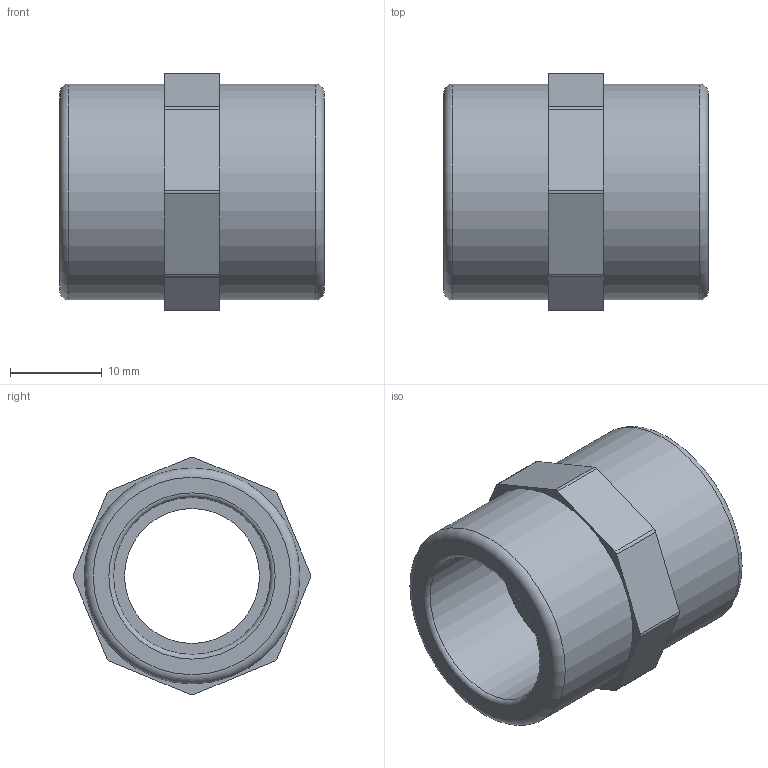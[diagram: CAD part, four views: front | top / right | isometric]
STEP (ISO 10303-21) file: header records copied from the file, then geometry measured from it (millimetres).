
FILE_DESCRIPTION(/* description */ ('PVC Transition Adapter, Socket to Female Threads, 3/8", PN16'),/* implementation_level */ '2;1');
FILE_NAME(/* name */ 'SO11U-016-R010',/* time_stamp */ '2022-07-06T16:28:18+02:00',/* author */ ('COAB Solutions'),/* organization */ ('GPA Flowsystem'),/* preprocessor_version */ 'ST-DEVELOPER v18.1',/* originating_system */ 'www.coabsolutions.com',/* authorisation */ '');
FILE_SCHEMA (('AUTOMOTIVE_DESIGN { 1 0 10303 214 3 1 1 }'));
Length unit declared in the file: millimetre
Products named in the file (1): SO11U-016-R010
Bounding box: 28.8 x 25.89 x 25.89 mm (x, y, z)
Volume: 6460.5 mm3; surface area: 4189.1 mm2
Topology: 1 solids, 1 shells, 31 faces, 75 edges, 50 vertices
Faces by surface type: plane 14, cylinder 13, torus 4
Full cylindrical faces by diameter (mm): 14.7 x1, 17.1 x2, 23.5 x2
Entity records: 983 total; most frequent: DIRECTION 177, CARTESIAN_POINT 157, ORIENTED_EDGE 150, EDGE_CURVE 75, AXIS2_PLACEMENT_3D 70, VERTEX_POINT 50, CIRCLE 38, LINE 37
